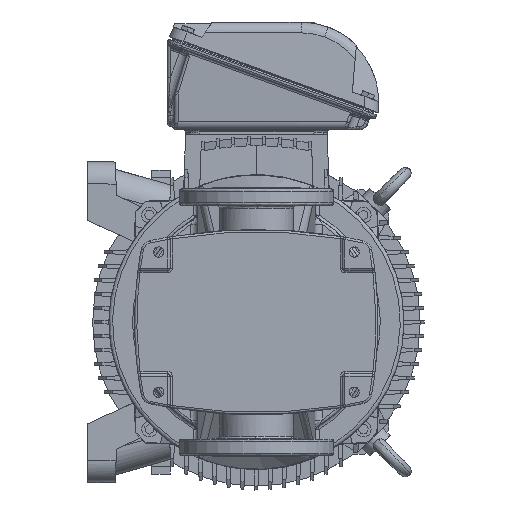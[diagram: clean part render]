
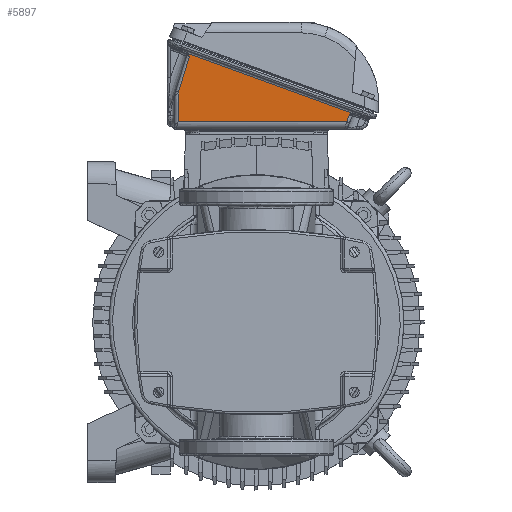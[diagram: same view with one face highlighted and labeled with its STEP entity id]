
A CAD part, front view. The second image highlights one B-rep face of the part: STEP entity #5897.
In plain terms, the highlighted face is planar.
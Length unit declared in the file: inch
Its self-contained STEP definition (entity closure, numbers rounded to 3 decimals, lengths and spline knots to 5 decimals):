
#4069 = CARTESIAN_POINT ( 'NONE',  ( -11.09496, 4.99595, 4.99723 ) ) ;
#4962 = CARTESIAN_POINT ( 'NONE',  ( -10.71241, 6.30546, 5.00032 ) ) ;
#5897 = ADVANCED_FACE ( 'NONE', ( #105322 ), #149172, .T. ) ;
#6486 = ORIENTED_EDGE ( 'NONE', *, *, #60507, .T. ) ;
#6830 = CARTESIAN_POINT ( 'NONE',  ( -11.1061, 5.00732, 4.99773 ) ) ;
#14424 = CARTESIAN_POINT ( 'NONE',  ( -11.0824, 4.98356, 4.99667 ) ) ;
#14954 = CARTESIAN_POINT ( 'NONE',  ( -14.25775, -3.5948, 4.99841 ) ) ;
#15199 = EDGE_CURVE ( 'NONE', #48092, #30119, #81202, .T. ) ;
#19934 = CARTESIAN_POINT ( 'NONE',  ( -11.09517, 4.99615, 4.99724 ) ) ;
#22659 = CARTESIAN_POINT ( 'NONE',  ( -11.11753, 5.01987, 4.99826 ) ) ;
#23641 = VERTEX_POINT ( 'NONE', #60865 ) ;
#27234 = LINE ( 'NONE', #139205, #109015 ) ;
#27446 = ORIENTED_EDGE ( 'NONE', *, *, #67949, .T. ) ;
#28914 = CARTESIAN_POINT ( 'NONE',  ( -14.26279, -3.59663, 4.99855 ) ) ;
#29843 = CARTESIAN_POINT ( 'NONE',  ( -14.1805, -3.57239, 4.99614 ) ) ;
#30119 = VERTEX_POINT ( 'NONE', #93144 ) ;
#31575 = VERTEX_POINT ( 'NONE', #83323 ) ;
#32603 = CARTESIAN_POINT ( 'NONE',  ( -14.19634, -3.57638, 4.99662 ) ) ;
#34811 = CARTESIAN_POINT ( 'NONE',  ( -11.09242, 4.9934, 4.99712 ) ) ;
#34883 = LINE ( 'NONE', #106776, #158715 ) ;
#35657 = VERTEX_POINT ( 'NONE', #55094 ) ;
#36203 = DIRECTION ( 'NONE',  ( 0.999, 0., -0.033 ) ) ;
#42920 = AXIS2_PLACEMENT_3D ( 'NONE', #134262, #121170, #36203 ) ;
#45691 = ORIENTED_EDGE ( 'NONE', *, *, #120621, .T. ) ;
#46597 = CARTESIAN_POINT ( 'NONE',  ( -14.22053, -3.58297, 4.99733 ) ) ;
#48092 = VERTEX_POINT ( 'NONE', #68366 ) ;
#52065 = EDGE_CURVE ( 'NONE', #23641, #31575, #172174, .T. ) ;
#52659 = ORIENTED_EDGE ( 'NONE', *, *, #111005, .T. ) ;
#53583 = VERTEX_POINT ( 'NONE', #100474 ) ;
#55094 = CARTESIAN_POINT ( 'NONE',  ( -11.15929, 5.07767, 5.00032 ) ) ;
#57756 = ORIENTED_EDGE ( 'NONE', *, *, #119148, .T. ) ;
#59150 = LINE ( 'NONE', #4962, #163742 ) ;
#60507 = EDGE_CURVE ( 'NONE', #35657, #48092, #59150, .T. ) ;
#60613 = CARTESIAN_POINT ( 'NONE',  ( -14.25726, -3.59462, 4.9984 ) ) ;
#60865 = CARTESIAN_POINT ( 'NONE',  ( -12.28292, -4.15254, 4.92695 ) ) ;
#61939 = CARTESIAN_POINT ( 'NONE',  ( -11.13531, 5.0402, 4.99908 ) ) ;
#62801 = LINE ( 'NONE', #119738, #143725 ) ;
#62871 = CARTESIAN_POINT ( 'NONE',  ( -11.11818, 5.02061, 4.99829 ) ) ;
#63764 = CARTESIAN_POINT ( 'NONE',  ( -11.09524, 4.99622, 4.99724 ) ) ;
#67949 = EDGE_CURVE ( 'NONE', #164898, #53583, #62801, .T. ) ;
#68366 = CARTESIAN_POINT ( 'NONE',  ( -14.32816, -3.62873, 5.00032 ) ) ;
#71880 = CARTESIAN_POINT ( 'NONE',  ( -14.20918, -3.57976, 4.997 ) ) ;
#72776 = CARTESIAN_POINT ( 'NONE',  ( -14.26858, -3.59882, 4.99872 ) ) ;
#73702 = CARTESIAN_POINT ( 'NONE',  ( -14.31796, -3.62215, 5.00006 ) ) ;
#75033 = CARTESIAN_POINT ( 'NONE',  ( -11.07052, 4.97222, 4.99614 ) ) ;
#75541 = CARTESIAN_POINT ( 'NONE',  ( -14.32816, -3.62873, 5.00032 ) ) ;
#75934 = CARTESIAN_POINT ( 'NONE',  ( -11.11862, 5.02111, 4.99831 ) ) ;
#81202 = B_SPLINE_CURVE_WITH_KNOTS ( 'NONE', 3,
 ( #75541, #73702, #131546, #104491, #72776, #28914, #130624, #175350, #14954, #60613, #117544, #116650, #159502, #87687, #174402, #46597, #88620, #146456, #114792, #71880, #32603, #29843 ),
 .UNSPECIFIED., .F., .F.,
 ( 4, 1, 1, 1, 1, 1, 2, 2, 1, 1, 1, 1, 1, 2, 2, 4 ),
 ( 0., 0.25, 0.375, 0.4375, 0.46875, 0.48438, 0.49219, 0.5, 0.625, 0.6875, 0.71875, 0.73438, 0.74219, 0.74609, 0.75, 1. ),
 .UNSPECIFIED. ) ;
#83323 = CARTESIAN_POINT ( 'NONE',  ( -10.69446, -4.15254, 4.87482 ) ) ;
#87687 = CARTESIAN_POINT ( 'NONE',  ( -14.22503, -3.58426, 4.99746 ) ) ;
#88620 = CARTESIAN_POINT ( 'NONE',  ( -14.21988, -3.58278, 4.99731 ) ) ;
#91853 = DIRECTION ( 'NONE',  ( 0.956, -0.292, -0.035 ) ) ;
#93144 = CARTESIAN_POINT ( 'NONE',  ( -14.1805, -3.57239, 4.99614 ) ) ;
#93584 = CARTESIAN_POINT ( 'NONE',  ( -11.15929, 5.07767, 5.00032 ) ) ;
#95428 = CARTESIAN_POINT ( 'NONE',  ( -10.69446, 4.8126, 4.9819 ) ) ;
#97231 = DIRECTION ( 'NONE',  ( 0., 1., 0.012 ) ) ;
#97884 = EDGE_LOOP ( 'NONE', ( #27446, #45691, #6486, #131346, #52659, #129949, #57756 ) ) ;
#100474 = CARTESIAN_POINT ( 'NONE',  ( -11.07052, 4.97222, 4.99614 ) ) ;
#102044 = DIRECTION ( 'NONE',  ( -0.92, 0.39, 0.035 ) ) ;
#104491 = CARTESIAN_POINT ( 'NONE',  ( -14.27989, -3.60333, 4.99904 ) ) ;
#104849 = DIRECTION ( 'NONE',  ( -0.342, -0.94, 0. ) ) ;
#105322 = FACE_OUTER_BOUND ( 'NONE', #97884, .T. ) ;
#106702 = CARTESIAN_POINT ( 'NONE',  ( -11.11597, 5.01812, 4.99818 ) ) ;
#106776 = CARTESIAN_POINT ( 'NONE',  ( -14.1805, -3.57239, 4.99614 ) ) ;
#109015 = VECTOR ( 'NONE', #97231, 39.37008 ) ;
#109072 = CARTESIAN_POINT ( 'NONE',  ( -15.19676, -4.15254, 5.02256 ) ) ;
#111005 = EDGE_CURVE ( 'NONE', #30119, #23641, #34883, .T. ) ;
#113210 = VECTOR ( 'NONE', #152000, 39.37008 ) ;
#114792 = CARTESIAN_POINT ( 'NONE',  ( -14.21916, -3.58258, 4.99729 ) ) ;
#116650 = CARTESIAN_POINT ( 'NONE',  ( -14.24225, -3.58947, 4.99797 ) ) ;
#117544 = CARTESIAN_POINT ( 'NONE',  ( -14.25124, -3.59248, 4.99822 ) ) ;
#119148 = EDGE_CURVE ( 'NONE', #31575, #164898, #27234, .T. ) ;
#119738 = CARTESIAN_POINT ( 'NONE',  ( -10.69446, 4.8126, 4.9819 ) ) ;
#119808 = CARTESIAN_POINT ( 'NONE',  ( -11.09392, 4.9949, 4.99718 ) ) ;
#120621 = EDGE_CURVE ( 'NONE', #53583, #35657, #141291, .T. ) ;
#120706 = CARTESIAN_POINT ( 'NONE',  ( -11.09981, 5.00082, 4.99745 ) ) ;
#121170 = DIRECTION ( 'NONE',  ( 0.033, -0.012, 0.999 ) ) ;
#129949 = ORIENTED_EDGE ( 'NONE', *, *, #52065, .T. ) ;
#130624 = CARTESIAN_POINT ( 'NONE',  ( -14.25986, -3.59556, 4.99847 ) ) ;
#131346 = ORIENTED_EDGE ( 'NONE', *, *, #15199, .T. ) ;
#131546 = CARTESIAN_POINT ( 'NONE',  ( -14.30141, -3.61293, 4.99963 ) ) ;
#134262 = CARTESIAN_POINT ( 'NONE',  ( -15.19685, -4.39372, 5.01969 ) ) ;
#134702 = CARTESIAN_POINT ( 'NONE',  ( -11.09465, 4.99564, 4.99722 ) ) ;
#135590 = CARTESIAN_POINT ( 'NONE',  ( -11.11279, 5.01457, 4.99804 ) ) ;
#139205 = CARTESIAN_POINT ( 'NONE',  ( -10.69446, -4.15254, 4.87482 ) ) ;
#141291 = B_SPLINE_CURVE_WITH_KNOTS ( 'NONE', 3,
 ( #75033, #142235, #14424, #162656, #34811, #119808, #134702, #4069, #19934, #63764, #120706, #6830, #135590, #106702, #22659, #62871, #75934, #177569, #61939, #161763, #93584 ),
 .UNSPECIFIED., .F., .F.,
 ( 4, 1, 1, 1, 1, 1, 2, 2, 1, 1, 1, 1, 2, 2, 4 ),
 ( 0., 0.125, 0.1875, 0.21875, 0.23437, 0.24219, 0.24609, 0.25, 0.375, 0.4375, 0.46875, 0.48437, 0.49219, 0.5, 1. ),
 .UNSPECIFIED. ) ;
#142235 = CARTESIAN_POINT ( 'NONE',  ( -11.07553, 4.97698, 4.99636 ) ) ;
#143725 = VECTOR ( 'NONE', #102044, 39.37008 ) ;
#146456 = CARTESIAN_POINT ( 'NONE',  ( -14.21945, -3.58266, 4.9973 ) ) ;
#149172 = PLANE ( 'NONE',  #42920 ) ;
#152000 = DIRECTION ( 'NONE',  ( 0.999, 0., -0.033 ) ) ;
#158715 = VECTOR ( 'NONE', #91853, 39.37008 ) ;
#159502 = CARTESIAN_POINT ( 'NONE',  ( -14.23091, -3.58599, 4.99764 ) ) ;
#161763 = CARTESIAN_POINT ( 'NONE',  ( -11.14872, 5.05889, 4.99974 ) ) ;
#162656 = CARTESIAN_POINT ( 'NONE',  ( -11.08927, 4.99028, 4.99697 ) ) ;
#163742 = VECTOR ( 'NONE', #104849, 39.37008 ) ;
#164898 = VERTEX_POINT ( 'NONE', #95428 ) ;
#172174 = LINE ( 'NONE', #109072, #113210 ) ;
#174402 = CARTESIAN_POINT ( 'NONE',  ( -14.22204, -3.5834, 4.99738 ) ) ;
#175350 = CARTESIAN_POINT ( 'NONE',  ( -14.2586, -3.5951, 4.99843 ) ) ;
#177569 = CARTESIAN_POINT ( 'NONE',  ( -11.1188, 5.02131, 4.99831 ) ) ;
